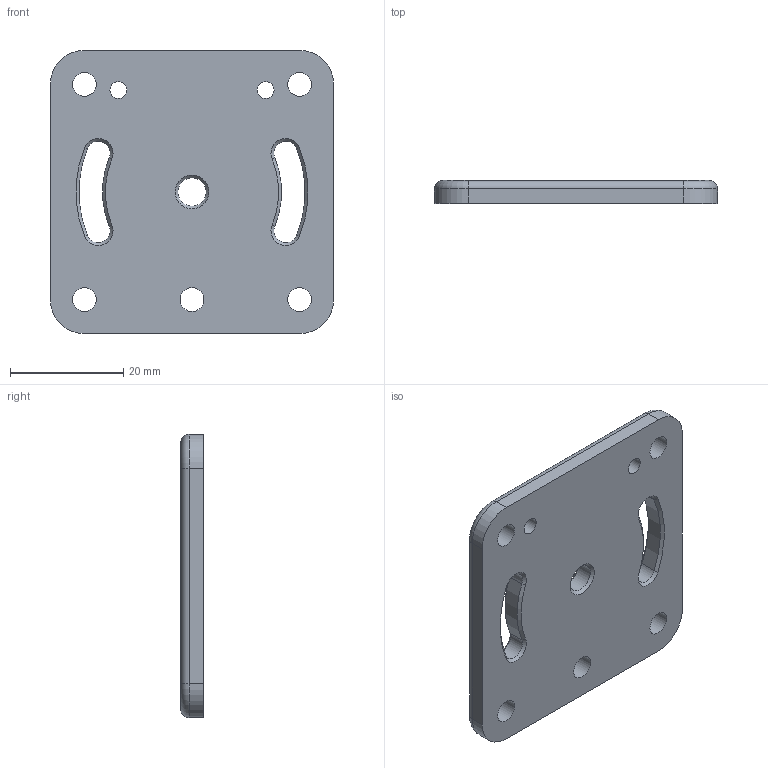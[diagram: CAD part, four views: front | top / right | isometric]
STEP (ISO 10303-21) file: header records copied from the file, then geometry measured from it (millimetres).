
FILE_DESCRIPTION(('FreeCAD Model'),'2;1');
FILE_NAME('Open CASCADE Shape Model','2024-02-06T17:13:49',(''),(''), 'Open CASCADE STEP processor 7.7','FreeCAD','Unknown');
FILE_SCHEMA(('AUTOMOTIVE_DESIGN { 1 0 10303 214 1 1 1 1 }'));
Length unit declared in the file: millimetre
Products named in the file (1): wall_mount
Bounding box: 50 x 4 x 50 mm (x, y, z)
Volume: 8765.1 mm3; surface area: 5753.1 mm2
Topology: 1 solids, 1 shells, 69 faces, 181 edges, 112 vertices
Faces by surface type: cylinder 24, cone 22, plane 19, torus 4
Full cylindrical faces by diameter (mm): 3 x2, 4.2 x5, 5 x1
Entity records: 4731 total; most frequent: CARTESIAN_POINT 1055, DIRECTION 732, ORIENTED_EDGE 362, PCURVE 362, DEFINITIONAL_REPRESENTATION 362, LINE 352, VECTOR 352, EDGE_CURVE 181
